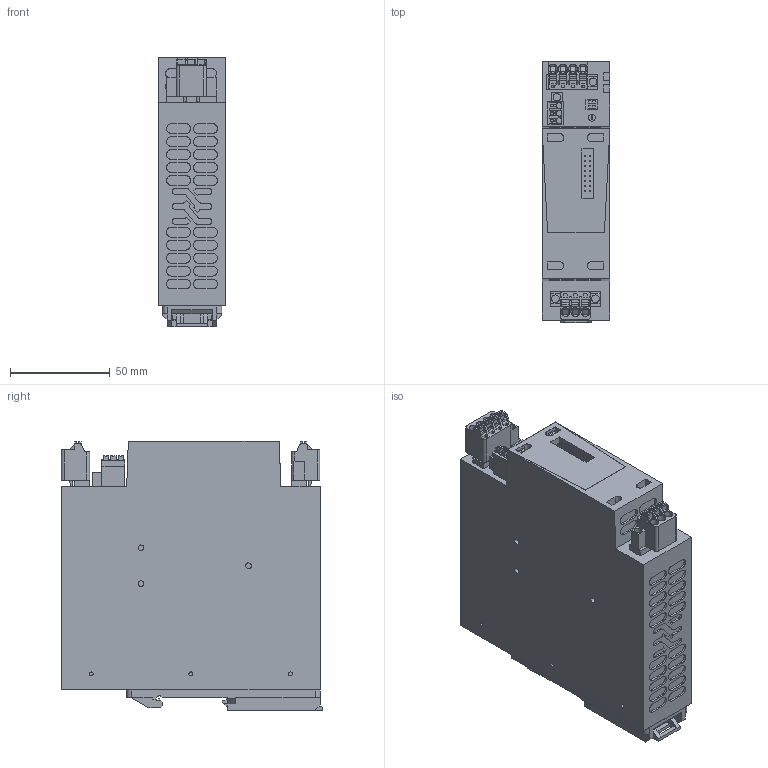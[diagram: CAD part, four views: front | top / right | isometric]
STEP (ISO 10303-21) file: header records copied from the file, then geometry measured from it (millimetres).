
FILE_DESCRIPTION(('CATIA V5 STEP Exchange','CAx-IF Rec.Pracs.--- Model Styling and Organization---1.4--- 2014-01-23'),'2;1');
FILE_NAME ('13140704_4', '2020-10-26T10:16:23+00:00', ('none'), ('Weidmueller'), 'CATIA Version 5-6 Release 2016 SP3 HF44', 'CATIA V5 STEP AP214', 'none');
FILE_SCHEMA(('AUTOMOTIVE_DESIGN { 1 0 10303 214 1 1 1 1 }'));
Products named in the file (1): 2568970100
Bounding box: 34 x 131.2 x 135.4 mm (x, y, z)
Volume: 532545.7 mm3; surface area: 77523.7 mm2
Topology: 49 solids, 49 shells, 1730 faces, 4775 edges, 3284 vertices
Faces by surface type: plane 1322, cylinder 333, extrusion 55, torus 14, cone 6
Entity records: 56917 total; most frequent: CARTESIAN_POINT 13500, ORIENTED_EDGE 9550, DIRECTION 6738, EDGE_CURVE 4775, VECTOR 3478, LINE 3423, VERTEX_POINT 3284, AXIS2_PLACEMENT_3D 1958
